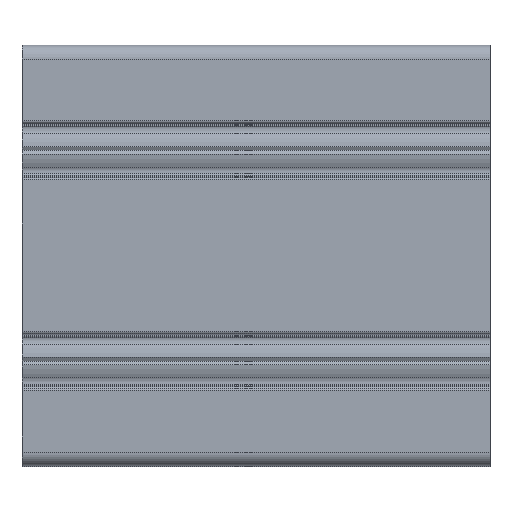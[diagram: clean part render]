
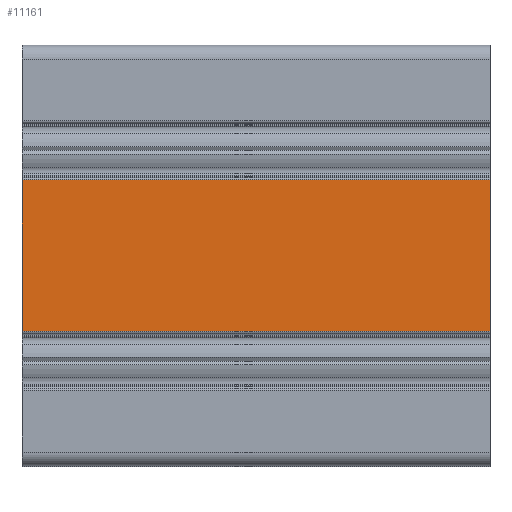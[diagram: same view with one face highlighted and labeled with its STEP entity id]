
A CAD part, top view. The second image highlights one B-rep face of the part: STEP entity #11161.
In plain terms, the highlighted planar face has unit normal (0, 0, 1).
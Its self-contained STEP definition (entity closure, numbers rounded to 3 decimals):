
#624 = EDGE_LOOP ( 'NONE', ( #1112, #6968, #7189, #2494 ) ) ;
#1112 = ORIENTED_EDGE ( 'NONE', *, *, #8392, .T. ) ;
#1362 = VERTEX_POINT ( 'NONE', #5488 ) ;
#1454 = EDGE_CURVE ( 'NONE', #7606, #11348, #12305, .T. ) ;
#2289 = EDGE_CURVE ( 'NONE', #14007, #7606, #16882, .T. ) ;
#2494 = ORIENTED_EDGE ( 'NONE', *, *, #3586, .T. ) ;
#2667 = CARTESIAN_POINT ( 'NONE',  ( 59.184, 71.098, 45. ) ) ;
#3586 = EDGE_CURVE ( 'NONE', #14007, #1362, #12448, .T. ) ;
#4831 = DIRECTION ( 'NONE',  ( 0., -1., 0. ) ) ;
#5488 = CARTESIAN_POINT ( 'NONE',  ( -40.816, 71.098, 45. ) ) ;
#6968 = ORIENTED_EDGE ( 'NONE', *, *, #1454, .F. ) ;
#6998 = DIRECTION ( 'NONE',  ( 0., 1., 0. ) ) ;
#7156 = CARTESIAN_POINT ( 'NONE',  ( 59.184, 71.098, 45. ) ) ;
#7189 = ORIENTED_EDGE ( 'NONE', *, *, #2289, .F. ) ;
#7606 = VERTEX_POINT ( 'NONE', #8767 ) ;
#7786 = CARTESIAN_POINT ( 'NONE',  ( -40.816, 71.098, 45. ) ) ;
#8066 = VECTOR ( 'NONE', #4831, 1000. ) ;
#8392 = EDGE_CURVE ( 'NONE', #1362, #11348, #17047, .T. ) ;
#8566 = DIRECTION ( 'NONE',  ( 0., -1., 0. ) ) ;
#8767 = CARTESIAN_POINT ( 'NONE',  ( 59.184, 38.698, 45. ) ) ;
#10423 = CARTESIAN_POINT ( 'NONE',  ( 59.184, 38.698, 45. ) ) ;
#11161 = ADVANCED_FACE ( 'NONE', ( #11838 ), #11414, .F. ) ;
#11348 = VERTEX_POINT ( 'NONE', #11729 ) ;
#11414 = PLANE ( 'NONE',  #14191 ) ;
#11729 = CARTESIAN_POINT ( 'NONE',  ( -40.816, 38.698, 45. ) ) ;
#11838 = FACE_OUTER_BOUND ( 'NONE', #624, .T. ) ;
#12305 = LINE ( 'NONE', #10423, #12777 ) ;
#12448 = LINE ( 'NONE', #2667, #12670 ) ;
#12498 = VECTOR ( 'NONE', #8566, 1000. ) ;
#12670 = VECTOR ( 'NONE', #18160, 1000. ) ;
#12770 = CARTESIAN_POINT ( 'NONE',  ( 59.184, 71.098, 45. ) ) ;
#12777 = VECTOR ( 'NONE', #14663, 1000. ) ;
#14007 = VERTEX_POINT ( 'NONE', #14015 ) ;
#14015 = CARTESIAN_POINT ( 'NONE',  ( 59.184, 71.098, 45. ) ) ;
#14191 = AXIS2_PLACEMENT_3D ( 'NONE', #12770, #18845, #6998 ) ;
#14663 = DIRECTION ( 'NONE',  ( -1., 0., 0. ) ) ;
#16882 = LINE ( 'NONE', #7156, #12498 ) ;
#17047 = LINE ( 'NONE', #7786, #8066 ) ;
#18160 = DIRECTION ( 'NONE',  ( -1., 0., 0. ) ) ;
#18845 = DIRECTION ( 'NONE',  ( 0., 0., -1. ) ) ;
